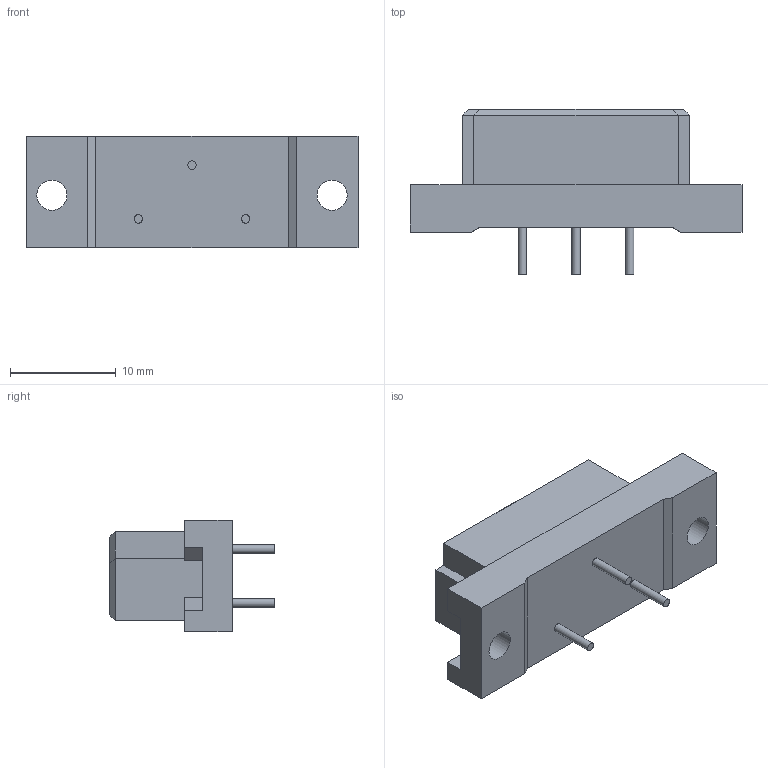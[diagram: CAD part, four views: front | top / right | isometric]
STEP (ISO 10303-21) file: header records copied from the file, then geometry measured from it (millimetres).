
FILE_DESCRIPTION(/* description */ (''),/* implementation_level */ '2;1');
FILE_NAME(/* name */ '100102297ugm000_b.stp',/* time_stamp */ '2016-11-15T11:10:43+01:00',/* author */ (''),/* organization */ (''),/* preprocessor_version */ 'ST-DEVELOPER v16',/* originating_system */ 'SIEMENS PLM Software NX 10.0',/* authorisation */ '');
FILE_SCHEMA (('AUTOMOTIVE_DESIGN { 1 0 10303 214 3 1 1 1 }'));
Length unit declared in the file: millimetre
Products named in the file (1): 100102297ugm000_b
Bounding box: 31.4 x 15.6 x 10.5 mm (x, y, z)
Volume: 2452.4 mm3; surface area: 1546.9 mm2
Topology: 1 solids, 1 shells, 61 faces, 151 edges, 98 vertices
Faces by surface type: plane 56, cylinder 5
Full cylindrical faces by diameter (mm): 0.8 x3, 2.85 x2
Entity records: 1829 total; most frequent: CARTESIAN_POINT 306, ORIENTED_EDGE 292, DIRECTION 280, EDGE_CURVE 146, LINE 136, VECTOR 136, VERTEX_POINT 98, EDGE_LOOP 76
